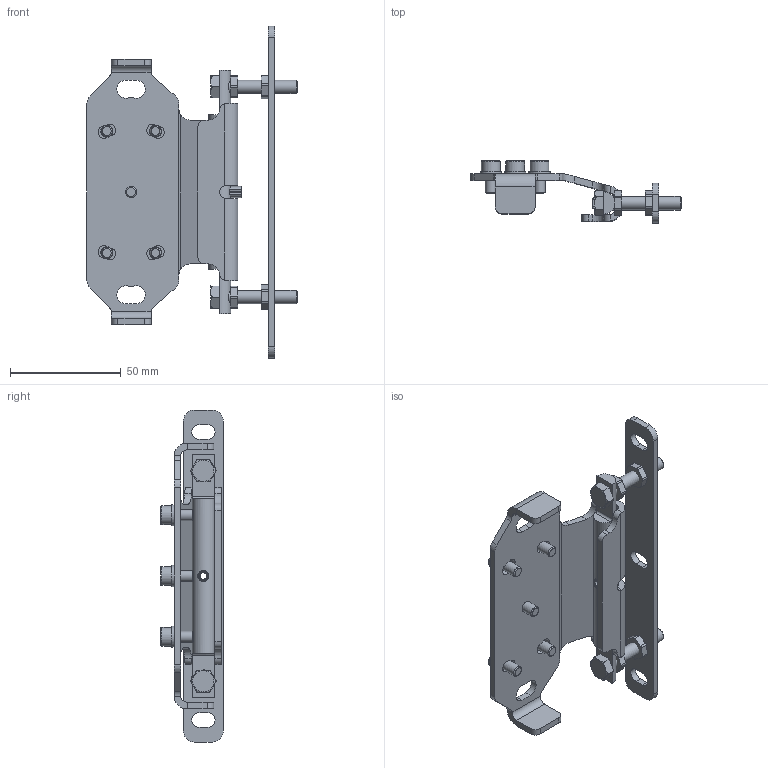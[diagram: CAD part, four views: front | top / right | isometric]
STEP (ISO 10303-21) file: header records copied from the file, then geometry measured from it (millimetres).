
FILE_DESCRIPTION(/* description */ ('Side Mount Bracket Assembly'),/* implementation_level */ '2;1');
FILE_NAME(/* name */ 'DS0118-SMBRKTRC-WEB.stp',/* time_stamp */ '2023-03-16T16:06:38+00:00',/* author */ ('rmale'),/* organization */ (''),/* preprocessor_version */ 'ST-DEVELOPER v18',/* originating_system */ 'Autodesk Inventor 2020',/* authorisation */ '');
FILE_SCHEMA (('AUTOMOTIVE_DESIGN { 1 0 10303 214 3 1 1 }'));
Length unit declared in the file: millimetre
Products named in the file (10): DS0118-SMBRKTRC-WEB; 23115540; 23115640; 21525641; 21525640; 24011440; 22413840; 22005740; 22413940; 22803540
Assembly tree (21 placements, depth 3):
  DS0118-SMBRKTRC-WEB
    23115540
    23115640
    21525641
      21525640
      24011440
    22413840  x2
    22005740  x4
    22413940  x5
    22803540  x5
Bounding box: 95 x 28.25 x 150 mm (x, y, z)
Volume: 44324.5 mm3; surface area: 34349.7 mm2
Topology: 20 solids, 20 shells, 329 faces, 866 edges, 584 vertices
Faces by surface type: plane 170, cylinder 137, cone 15, torus 7
Full cylindrical faces by diameter (mm): 4.917 x6, 5 x6, 5.2 x1, 5.5 x5, 6 x2, 6.6 x2, 8.5 x5, 9.6 x5, 10 x1
Entity records: 7329 total; most frequent: CARTESIAN_POINT 1537, DIRECTION 1186, ORIENTED_EDGE 1102, EDGE_CURVE 551, AXIS2_PLACEMENT_3D 450, VERTEX_POINT 365, LINE 286, VECTOR 286
